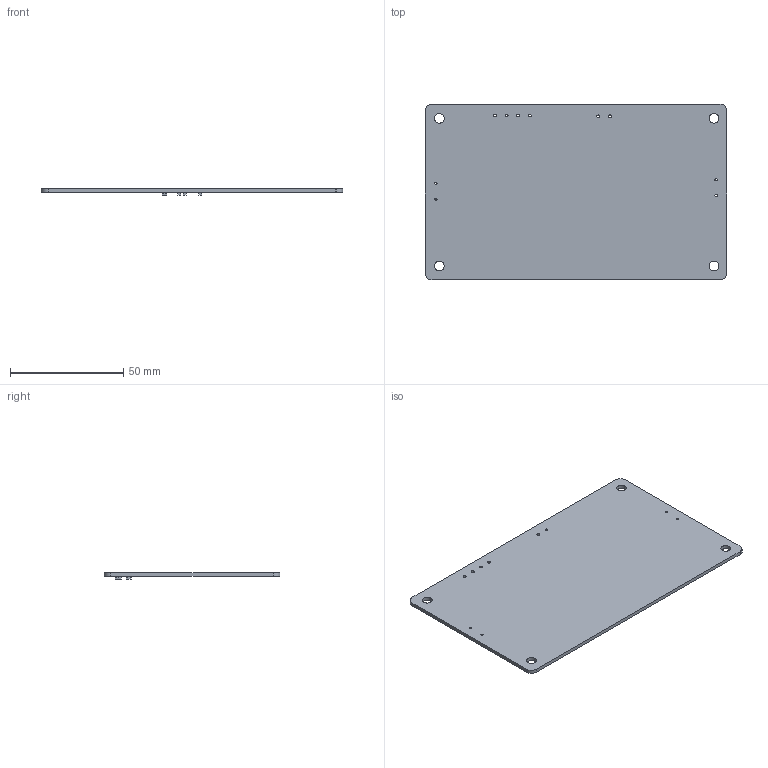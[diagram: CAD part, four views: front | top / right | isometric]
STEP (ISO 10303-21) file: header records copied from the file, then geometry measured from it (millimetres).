
FILE_DESCRIPTION(('KiCad electronic assembly'),'2;1');
FILE_NAME('RFS_PCB_Rev1-4.step','2025-05-06T23:12:17',('Pcbnew'),( 'Kicad'),'Open CASCADE STEP processor 7.8','KiCad to STEP converter' ,'Unknown');
FILE_SCHEMA(('AUTOMOTIVE_DESIGN { 1 0 10303 214 1 1 1 1 }'));
Length unit declared in the file: millimetre
Products named in the file (4): RFS_PCB_Rev1-4 1; C_0805_2012Metric; _autosave-RFS_PCB_Rev1-4_PCB
Assembly tree (6 placements, depth 3):
  RFS_PCB_Rev1-4 1
    C_0805_2012Metric  x4
      C_0805_2012Metric
    _autosave-RFS_PCB_Rev1-4_PCB
Bounding box: 132.89 x 77.5 x 2.9 mm (x, y, z)
Volume: 16366.9 mm3; surface area: 21306.9 mm2
Topology: 5 solids, 5 shells, 139 faces, 363 edges, 242 vertices
Faces by surface type: plane 73, cylinder 66
Full cylindrical faces by diameter (mm): 1 x4, 1.295 x2, 1.3 x4, 4.3 x4
Entity records: 2091 total; most frequent: DIRECTION 331, CARTESIAN_POINT 307, ORIENTED_EDGE 294, EDGE_CURVE 147, AXIS2_PLACEMENT_3D 122, VERTEX_POINT 98, LINE 87, VECTOR 87
